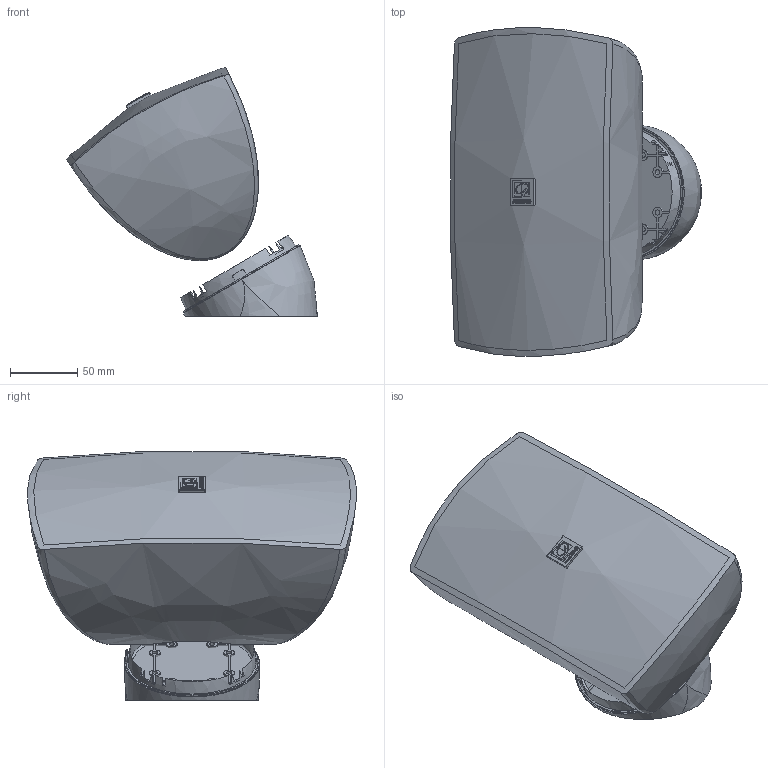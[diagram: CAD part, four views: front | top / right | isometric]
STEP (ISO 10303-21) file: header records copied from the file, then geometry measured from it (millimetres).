
FILE_DESCRIPTION(/* description */ (''),/* implementation_level */ '2;1');
FILE_NAME(/* name */ 'AUDAC-ATEO4-WMA40.stp',/* time_stamp */ '2021-03-23T11:27:02+01:00',/* author */ ('kamiel'),/* organization */ (''),/* preprocessor_version */ 'ST-DEVELOPER v18.1',/* originating_system */ 'Autodesk Inventor 2021',/* authorisation */ '');
FILE_SCHEMA (('AUTOMOTIVE_DESIGN { 1 0 10303 214 3 1 1 }'));
Length unit declared in the file: millimetre
Products named in the file (3): AUDAC-ATEO4-WMA40; WMA04_20170727; AUDAC-ATEO4MK2
Assembly tree (2 placements, depth 2):
  AUDAC-ATEO4-WMA40
    WMA04_20170727
    AUDAC-ATEO4MK2
Bounding box: 185.95 x 243.38 x 184.52 mm (x, y, z)
Volume: 3023396.2 mm3; surface area: 179072.6 mm2
Topology: 2 solids, 2 shells, 611 faces, 1656 edges, 1092 vertices
Faces by surface type: plane 395, bspline 133, cylinder 61, cone 12, torus 7, sphere 3
Full cylindrical faces by diameter (mm): 3.7 x1, 3.9 x8, 9.5 x1, 91.985 x1, 98 x1
Entity records: 26537 total; most frequent: CARTESIAN_POINT 11417, ORIENTED_EDGE 3304, DIRECTION 2641, EDGE_CURVE 1652, VERTEX_POINT 1090, LINE 1009, VECTOR 1009, AXIS2_PLACEMENT_3D 816
